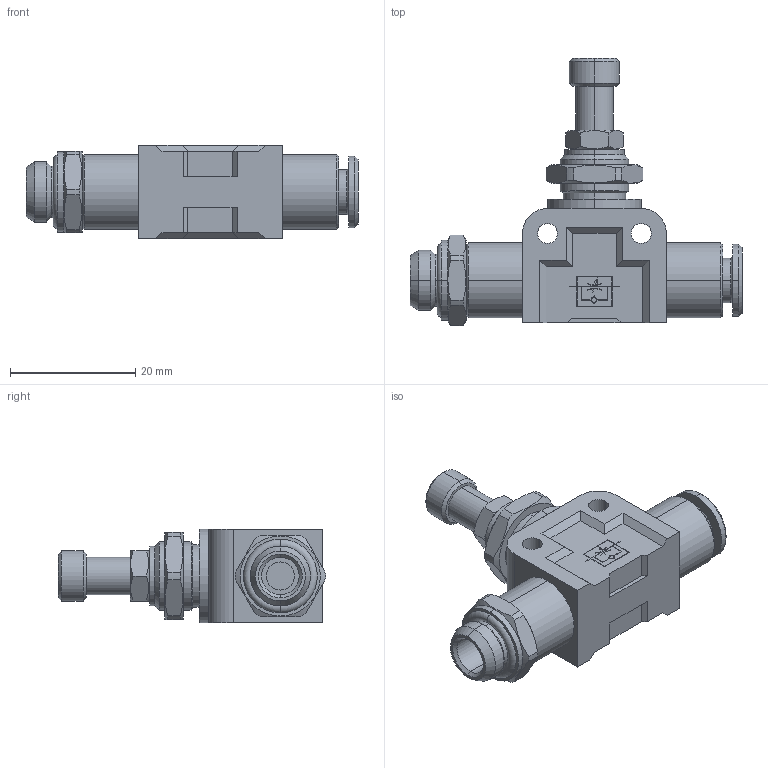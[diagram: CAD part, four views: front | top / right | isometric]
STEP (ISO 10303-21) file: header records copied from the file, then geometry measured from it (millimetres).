
FILE_DESCRIPTION (( 'STEP AP203' ), '1' );
FILE_NAME ('04250C31.STEP', '2011-06-22T08:40:13', ( '' ), ( 'sopra-pneumatic' ), 'SwSTEP 2.0', 'SolidWorks 2011', '' );
FILE_SCHEMA (( 'CONFIG_CONTROL_DESIGN' ));
Length unit declared in the file: millimetre
Products named in the file (1): 04250C31
Bounding box: 53.1 x 42.76 x 15 mm (x, y, z)
Volume: 9443.4 mm3; surface area: 5298.4 mm2
Topology: 1 solids, 6 shells, 267 faces, 658 edges, 425 vertices
Faces by surface type: plane 145, cylinder 78, cone 42, torus 2
Entity records: 8237 total; most frequent: CARTESIAN_POINT 1797, DIRECTION 1316, ORIENTED_EDGE 1312, EDGE_CURVE 656, AXIS2_PLACEMENT_3D 454, VERTEX_POINT 425, VECTOR 408, LINE 408
